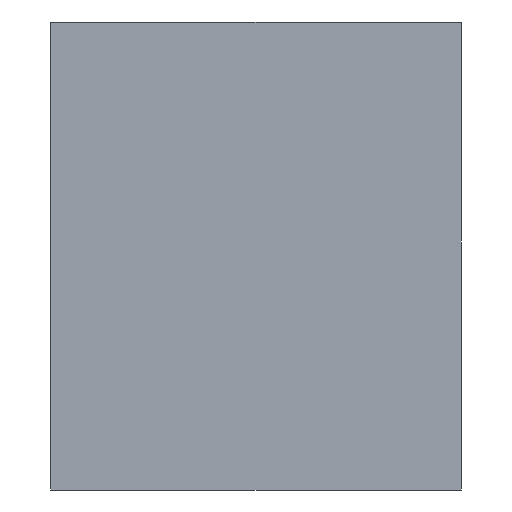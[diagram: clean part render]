
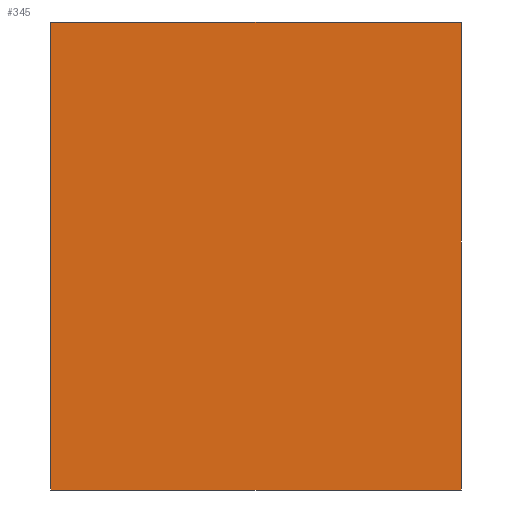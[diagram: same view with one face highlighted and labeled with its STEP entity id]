
A CAD part, front view. The second image highlights one B-rep face of the part: STEP entity #345.
In plain terms, the highlighted planar face has unit normal (0, -1, 0).
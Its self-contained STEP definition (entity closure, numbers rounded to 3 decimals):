
#19=FACE_OUTER_BOUND('',#37,.T.);
#37=EDGE_LOOP('',(#243,#244,#245,#246));
#53=LINE('',#494,#101);
#60=LINE('',#509,#108);
#65=LINE('',#518,#113);
#66=LINE('',#519,#114);
#101=VECTOR('',#406,10.);
#108=VECTOR('',#417,10.);
#113=VECTOR('',#426,10.);
#114=VECTOR('',#427,10.);
#149=VERTEX_POINT('',#491);
#150=VERTEX_POINT('',#493);
#155=VERTEX_POINT('',#506);
#156=VERTEX_POINT('',#508);
#181=EDGE_CURVE('',#150,#149,#53,.T.);
#188=EDGE_CURVE('',#156,#155,#60,.T.);
#193=EDGE_CURVE('',#149,#156,#65,.T.);
#194=EDGE_CURVE('',#155,#150,#66,.T.);
#243=ORIENTED_EDGE('',*,*,#193,.T.);
#244=ORIENTED_EDGE('',*,*,#188,.T.);
#245=ORIENTED_EDGE('',*,*,#194,.T.);
#246=ORIENTED_EDGE('',*,*,#181,.T.);
#327=PLANE('',#386);
#345=ADVANCED_FACE('',(#19),#327,.T.);
#386=AXIS2_PLACEMENT_3D('',#517,#424,#425);
#406=DIRECTION('',(1.,0.,0.));
#417=DIRECTION('',(-1.,0.,0.));
#424=DIRECTION('center_axis',(0.,-1.,0.));
#425=DIRECTION('ref_axis',(0.,0.,-1.));
#426=DIRECTION('',(0.,0.,1.));
#427=DIRECTION('',(0.,0.,-1.));
#491=CARTESIAN_POINT('',(30.,-3.,-15.));
#493=CARTESIAN_POINT('',(-4.386,-3.,-15.));
#494=CARTESIAN_POINT('',(-4.386,-3.,-15.));
#506=CARTESIAN_POINT('',(-4.386,-3.,24.2));
#508=CARTESIAN_POINT('',(30.,-3.,24.2));
#509=CARTESIAN_POINT('',(30.,-3.,24.2));
#517=CARTESIAN_POINT('Origin',(14.807,-3.,4.7));
#518=CARTESIAN_POINT('',(30.,-3.,-15.));
#519=CARTESIAN_POINT('',(-4.386,-3.,24.2));
